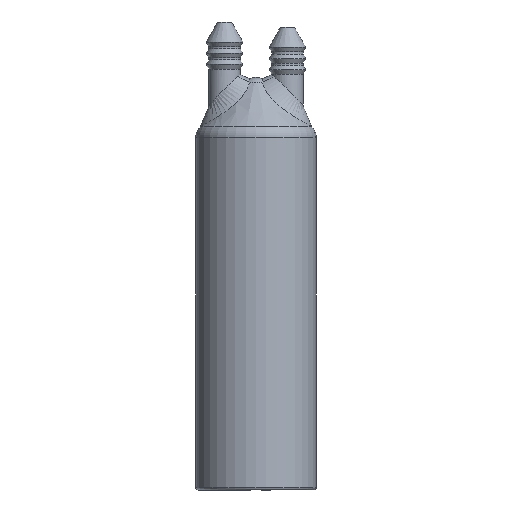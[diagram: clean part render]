
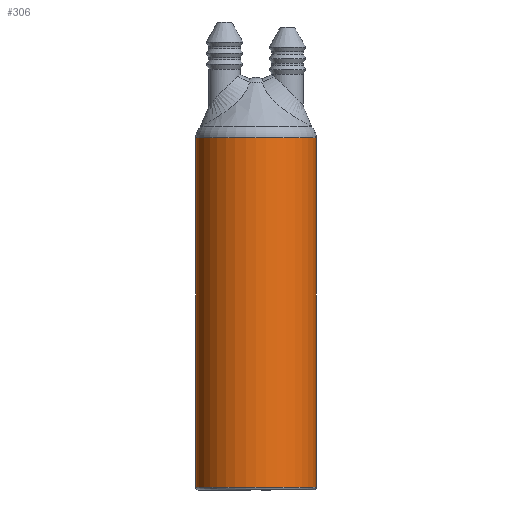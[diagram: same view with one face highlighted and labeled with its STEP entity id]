
A CAD part, front view. The second image highlights one B-rep face of the part: STEP entity #306.
In plain terms, the highlighted cylindrical face has radius 11.5 mm (diameter 23 mm), a full revolution.
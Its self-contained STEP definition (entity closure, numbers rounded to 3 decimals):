
#76 = VERTEX_POINT('',#77);
#77 = CARTESIAN_POINT('',(0.,11.5,67.257));
#84 = EDGE_CURVE('',#76,#76,#85,.T.);
#85 = CIRCLE('',#86,11.5);
#86 = AXIS2_PLACEMENT_3D('',#87,#88,#89);
#87 = CARTESIAN_POINT('',(0.,0.,67.257));
#88 = DIRECTION('',(0.,0.,-1.));
#89 = DIRECTION('',(0.,1.,0.));
#306 = ADVANCED_FACE('',(#307),#325,.T.);
#307 = FACE_BOUND('',#308,.F.);
#308 = EDGE_LOOP('',(#309,#318,#323,#324));
#309 = ORIENTED_EDGE('',*,*,#310,.T.);
#310 = EDGE_CURVE('',#311,#311,#313,.T.);
#311 = VERTEX_POINT('',#312);
#312 = CARTESIAN_POINT('',(0.,11.5,0.5));
#313 = CIRCLE('',#314,11.5);
#314 = AXIS2_PLACEMENT_3D('',#315,#316,#317);
#315 = CARTESIAN_POINT('',(0.,0.,0.5));
#316 = DIRECTION('',(0.,0.,-1.));
#317 = DIRECTION('',(0.,1.,0.));
#318 = ORIENTED_EDGE('',*,*,#319,.T.);
#319 = EDGE_CURVE('',#311,#76,#320,.T.);
#320 = B_SPLINE_CURVE_WITH_KNOTS('',1,(#321,#322),.UNSPECIFIED.,.F.,.F.,
  (2,2),(-2.5,64.257),.PIECEWISE_BEZIER_KNOTS.);
#321 = CARTESIAN_POINT('',(0.,11.5,0.5));
#322 = CARTESIAN_POINT('',(0.,11.5,67.257));
#323 = ORIENTED_EDGE('',*,*,#84,.F.);
#324 = ORIENTED_EDGE('',*,*,#319,.F.);
#325 = CYLINDRICAL_SURFACE('',#326,11.5);
#326 = AXIS2_PLACEMENT_3D('',#327,#328,#329);
#327 = CARTESIAN_POINT('',(0.,0.,3.));
#328 = DIRECTION('',(0.,0.,1.));
#329 = DIRECTION('',(0.,1.,0.));
